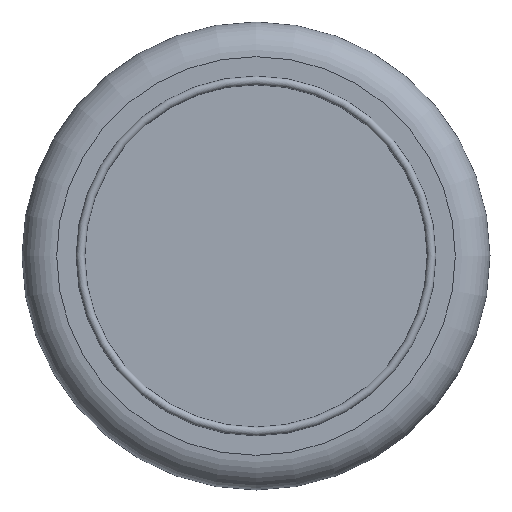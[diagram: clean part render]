
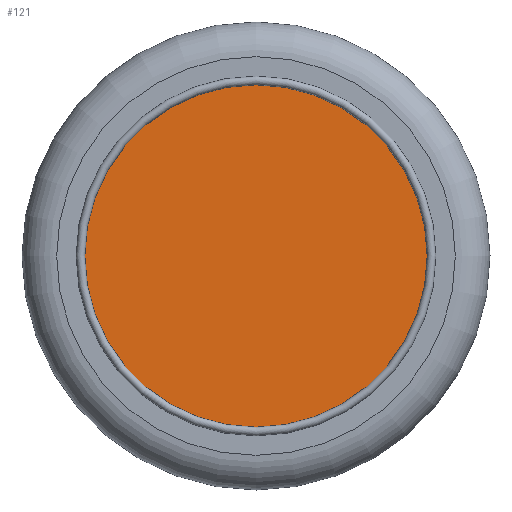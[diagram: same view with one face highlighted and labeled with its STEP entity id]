
A CAD part, front view. The second image highlights one B-rep face of the part: STEP entity #121.
In plain terms, the highlighted planar face has unit normal (0, -1, 0).
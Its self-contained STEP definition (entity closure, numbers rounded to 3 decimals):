
#19=PLANE('',#140);
#37=FACE_OUTER_BOUND('',#52,.T.);
#52=EDGE_LOOP('',(#102));
#63=CIRCLE('',#130,19.75);
#73=VERTEX_POINT('',#196);
#83=EDGE_CURVE('',#73,#73,#63,.T.);
#102=ORIENTED_EDGE('',*,*,#83,.T.);
#121=ADVANCED_FACE('',(#37),#19,.F.);
#130=AXIS2_PLACEMENT_3D('',#197,#154,#155);
#140=AXIS2_PLACEMENT_3D('',#212,#174,#175);
#154=DIRECTION('center_axis',(0.,-1.,0.));
#155=DIRECTION('ref_axis',(-1.,0.,0.));
#174=DIRECTION('center_axis',(0.,1.,0.));
#175=DIRECTION('ref_axis',(0.,0.,1.));
#196=CARTESIAN_POINT('',(19.75,0.,0.));
#197=CARTESIAN_POINT('Origin',(0.,0.,0.));
#212=CARTESIAN_POINT('Origin',(0.,0.,0.));
